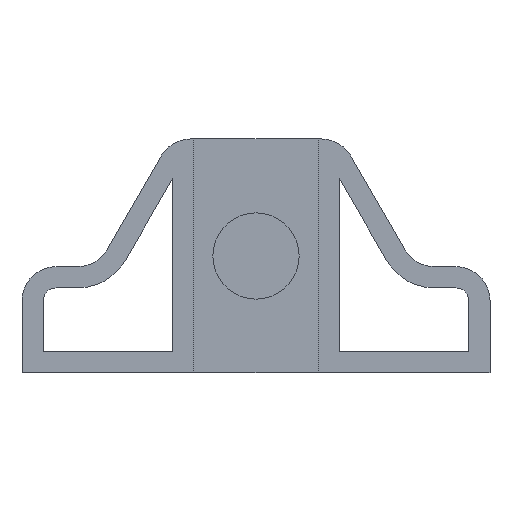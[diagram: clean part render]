
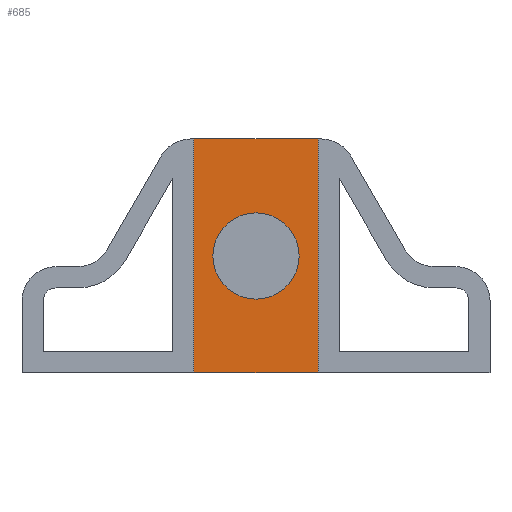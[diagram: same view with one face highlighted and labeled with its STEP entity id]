
A CAD part, front view. The second image highlights one B-rep face of the part: STEP entity #685.
In plain terms, the highlighted planar face has unit normal (0, -1, 0).
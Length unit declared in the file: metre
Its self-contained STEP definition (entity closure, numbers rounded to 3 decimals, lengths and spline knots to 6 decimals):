
#43=CIRCLE('',#755,0.01015);
#177=ORIENTED_EDGE('',*,*,#323,.F.);
#178=ORIENTED_EDGE('',*,*,#321,.F.);
#179=ORIENTED_EDGE('',*,*,#306,.T.);
#180=ORIENTED_EDGE('',*,*,#322,.F.);
#181=ORIENTED_EDGE('',*,*,#301,.F.);
#301=EDGE_CURVE('',#399,#400,#445,.T.);
#306=EDGE_CURVE('',#401,#402,#450,.T.);
#321=EDGE_CURVE('',#401,#399,#465,.T.);
#322=EDGE_CURVE('',#400,#402,#466,.T.);
#323=EDGE_CURVE('',#403,#403,#43,.T.);
#399=VERTEX_POINT('',#1093);
#400=VERTEX_POINT('',#1094);
#401=VERTEX_POINT('',#1101);
#402=VERTEX_POINT('',#1102);
#403=VERTEX_POINT('',#1135);
#445=LINE('',#1092,#521);
#450=LINE('',#1100,#526);
#465=LINE('',#1130,#541);
#466=LINE('',#1132,#542);
#521=VECTOR('',#863,1.);
#526=VECTOR('',#870,1.);
#541=VECTOR('',#911,1.);
#542=VECTOR('',#914,1.);
#580=EDGE_LOOP('',(#177));
#581=EDGE_LOOP('',(#178,#179,#180,#181));
#622=FACE_BOUND('',#580,.T.);
#623=FACE_BOUND('',#581,.T.);
#654=PLANE('',#754);
#685=ADVANCED_FACE('',(#622,#623),#654,.T.);
#754=AXIS2_PLACEMENT_3D('',#1133,#915,#916);
#755=AXIS2_PLACEMENT_3D('',#1134,#917,#918);
#863=DIRECTION('',(-1.,0.,0.));
#870=DIRECTION('',(-1.,0.,0.));
#911=DIRECTION('',(0.,0.,-1.));
#914=DIRECTION('',(0.,0.,1.));
#915=DIRECTION('',(0.,-1.,0.));
#916=DIRECTION('',(1.,0.,0.));
#917=DIRECTION('',(0.,-1.,0.));
#918=DIRECTION('',(0.,0.,-1.));
#1092=CARTESIAN_POINT('',(0.,-0.0115,-0.0125));
#1093=CARTESIAN_POINT('',(0.0146,-0.0115,-0.0125));
#1094=CARTESIAN_POINT('',(-0.0146,-0.0115,-0.0125));
#1100=CARTESIAN_POINT('',(-0.007691,-0.0115,0.0425));
#1101=CARTESIAN_POINT('',(0.0146,-0.0115,0.0425));
#1102=CARTESIAN_POINT('',(-0.0146,-0.0115,0.0425));
#1130=CARTESIAN_POINT('',(0.0146,-0.0115,0.015));
#1132=CARTESIAN_POINT('',(-0.0146,-0.0115,0.015));
#1133=CARTESIAN_POINT('',(0.,-0.0115,0.015));
#1134=CARTESIAN_POINT('',(0.,-0.0115,0.015));
#1135=CARTESIAN_POINT('',(0.,-0.0115,0.00485));
